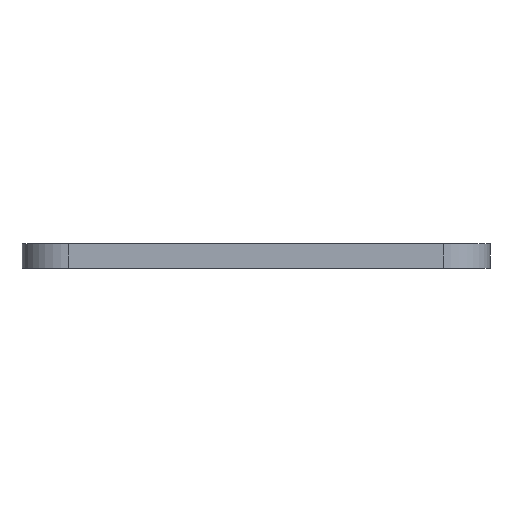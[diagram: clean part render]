
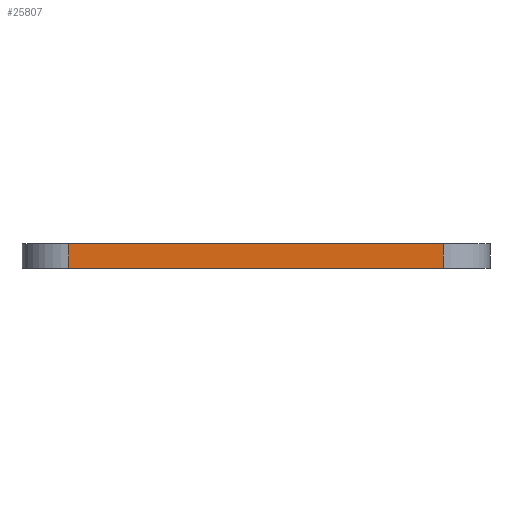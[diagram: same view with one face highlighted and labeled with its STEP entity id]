
A CAD part, left-side view. The second image highlights one B-rep face of the part: STEP entity #25807.
In plain terms, the highlighted planar face has unit normal (-1, 0, 0).
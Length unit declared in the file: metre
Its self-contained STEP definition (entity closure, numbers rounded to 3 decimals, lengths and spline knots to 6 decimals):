
#4395=LINE('',#47216,#8161);
#4402=LINE('',#47405,#8168);
#4403=LINE('',#47490,#8169);
#4405=LINE('',#47493,#8171);
#8161=VECTOR('',#36999,1.);
#8168=VECTOR('',#37182,1.);
#8169=VECTOR('',#37349,1.);
#8171=VECTOR('',#37353,1.);
#13132=ORIENTED_EDGE('',*,*,#17951,.T.);
#13133=ORIENTED_EDGE('',*,*,#17853,.T.);
#13134=ORIENTED_EDGE('',*,*,#17949,.F.);
#13135=ORIENTED_EDGE('',*,*,#17947,.F.);
#17853=EDGE_CURVE('',#22651,#22649,#4395,.T.);
#17947=EDGE_CURVE('',#22744,#22745,#4402,.T.);
#17949=EDGE_CURVE('',#22745,#22649,#4403,.T.);
#17951=EDGE_CURVE('',#22744,#22651,#4405,.T.);
#22649=VERTEX_POINT('',#47214);
#22651=VERTEX_POINT('',#47217);
#22744=VERTEX_POINT('',#47404);
#22745=VERTEX_POINT('',#47406);
#24512=EDGE_LOOP('',(#13132,#13133,#13134,#13135));
#25254=FACE_BOUND('',#24512,.T.);
#25491=PLANE('',#30440);
#25807=ADVANCED_FACE('',(#25254),#25491,.T.);
#30440=AXIS2_PLACEMENT_3D('',#47492,#37351,#37352);
#36999=DIRECTION('',(0.,1.,0.));
#37182=DIRECTION('',(0.,1.,0.));
#37349=DIRECTION('',(0.,0.,1.));
#37351=DIRECTION('',(-1.,0.,0.));
#37352=DIRECTION('',(0.,1.,0.));
#37353=DIRECTION('',(0.,0.,1.));
#47214=CARTESIAN_POINT('',(0.000013,0.027,0.0016));
#47216=CARTESIAN_POINT('',(0.000013,0.003,0.0016));
#47217=CARTESIAN_POINT('',(0.000013,0.003,0.0016));
#47404=CARTESIAN_POINT('',(0.000013,0.003,0.));
#47405=CARTESIAN_POINT('',(0.000013,0.003,0.));
#47406=CARTESIAN_POINT('',(0.000013,0.027,0.));
#47490=CARTESIAN_POINT('',(0.000013,0.027,0.));
#47492=CARTESIAN_POINT('',(0.000013,0.003,0.));
#47493=CARTESIAN_POINT('',(0.000013,0.003,0.));
